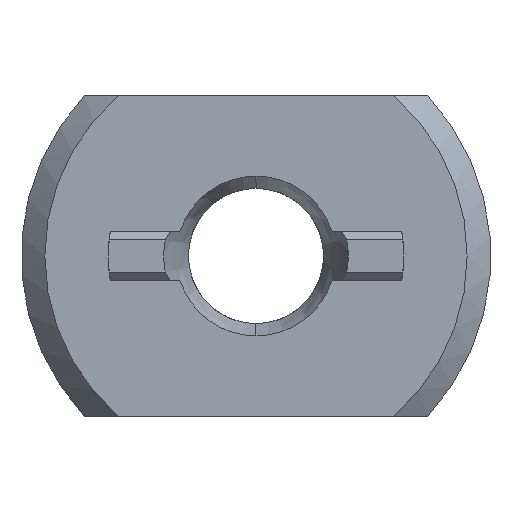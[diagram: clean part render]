
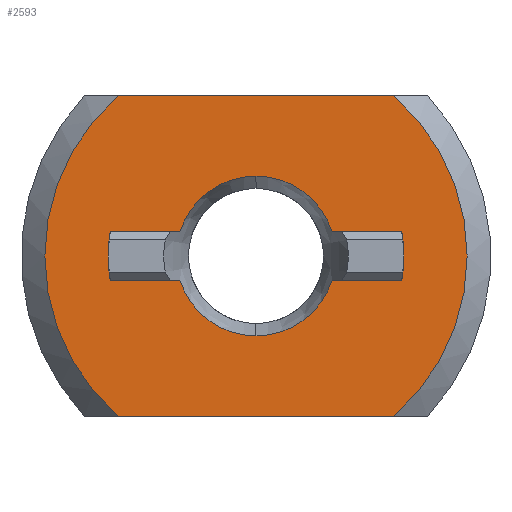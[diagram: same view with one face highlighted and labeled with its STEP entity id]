
A CAD part, left-side view. The second image highlights one B-rep face of the part: STEP entity #2593.
In plain terms, the highlighted planar face has unit normal (-1, 0, 0).
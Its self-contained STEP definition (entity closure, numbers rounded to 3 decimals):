
#47 = EDGE_CURVE ( 'NONE', #1012, #9392, #2099, .T. ) ;
#130 = DIRECTION ( 'NONE',  ( 0., 0., 1. ) ) ;
#201 = VERTEX_POINT ( 'NONE', #3139 ) ;
#223 = CARTESIAN_POINT ( 'NONE',  ( 2., -4.5, 1.45 ) ) ;
#240 = EDGE_CURVE ( 'NONE', #3216, #370, #1614, .T. ) ;
#370 = VERTEX_POINT ( 'NONE', #4263 ) ;
#379 = CARTESIAN_POINT ( 'NONE',  ( 2., -8.629, 1.45 ) ) ;
#662 = CARTESIAN_POINT ( 'NONE',  ( 2., 0., -1.45 ) ) ;
#671 = ORIENTED_EDGE ( 'NONE', *, *, #6031, .T. ) ;
#715 = ORIENTED_EDGE ( 'NONE', *, *, #1150, .T. ) ;
#767 = EDGE_CURVE ( 'NONE', #201, #5765, #2847, .T. ) ;
#821 = ORIENTED_EDGE ( 'NONE', *, *, #10054, .T. ) ;
#885 = DIRECTION ( 'NONE',  ( 0., -1., 0. ) ) ;
#1012 = VERTEX_POINT ( 'NONE', #3754 ) ;
#1097 = ORIENTED_EDGE ( 'NONE', *, *, #5355, .F. ) ;
#1150 = EDGE_CURVE ( 'NONE', #9392, #10301, #2859, .T. ) ;
#1309 = VERTEX_POINT ( 'NONE', #379 ) ;
#1381 = EDGE_LOOP ( 'NONE', ( #8298, #9274, #7020, #1097, #7789, #821, #671, #5086, #5393, #9151 ) ) ;
#1448 = VERTEX_POINT ( 'NONE', #5412 ) ;
#1592 = CARTESIAN_POINT ( 'NONE',  ( 2., 8.629, 1.45 ) ) ;
#1614 = LINE ( 'NONE', #662, #3488 ) ;
#1786 = VECTOR ( 'NONE', #3403, 1000. ) ;
#1966 = DIRECTION ( 'NONE',  ( 1., 0., 0. ) ) ;
#1983 = CARTESIAN_POINT ( 'NONE',  ( 2., 0., 0. ) ) ;
#2099 = LINE ( 'NONE', #8860, #6593 ) ;
#2168 = CIRCLE ( 'NONE', #5722, 12.5 ) ;
#2254 = CARTESIAN_POINT ( 'NONE',  ( 2., 0., 0. ) ) ;
#2483 = AXIS2_PLACEMENT_3D ( 'NONE', #9236, #10078, #5274 ) ;
#2488 = FACE_BOUND ( 'NONE', #1381, .T. ) ;
#2493 = CARTESIAN_POINT ( 'NONE',  ( 2., 0., 0. ) ) ;
#2593 = ADVANCED_FACE ( 'NONE', ( #8588, #2488 ), #7040, .T. ) ;
#2636 = CARTESIAN_POINT ( 'NONE',  ( 2., 0., -4.728 ) ) ;
#2735 = CARTESIAN_POINT ( 'NONE',  ( 2., -8.124, -9.5 ) ) ;
#2769 = CARTESIAN_POINT ( 'NONE',  ( 2., 0., 0. ) ) ;
#2786 = DIRECTION ( 'NONE',  ( 0., 0., 1. ) ) ;
#2847 = CIRCLE ( 'NONE', #6950, 4.728 ) ;
#2859 = CIRCLE ( 'NONE', #2483, 12.5 ) ;
#3046 = CARTESIAN_POINT ( 'NONE',  ( 2., 0., 0. ) ) ;
#3139 = CARTESIAN_POINT ( 'NONE',  ( 2., -4.5, -1.45 ) ) ;
#3216 = VERTEX_POINT ( 'NONE', #9791 ) ;
#3235 = LINE ( 'NONE', #9983, #6956 ) ;
#3310 = DIRECTION ( 'NONE',  ( 0., 0., 1. ) ) ;
#3403 = DIRECTION ( 'NONE',  ( 0., -1., 0. ) ) ;
#3488 = VECTOR ( 'NONE', #10231, 1000. ) ;
#3563 = VERTEX_POINT ( 'NONE', #1592 ) ;
#3754 = CARTESIAN_POINT ( 'NONE',  ( 2., -8.124, 9.5 ) ) ;
#3854 = DIRECTION ( 'NONE',  ( 0., 0., 1. ) ) ;
#3877 = DIRECTION ( 'NONE',  ( -1., 0., 0. ) ) ;
#3921 = LINE ( 'NONE', #8918, #8391 ) ;
#3927 = EDGE_CURVE ( 'NONE', #5765, #370, #8448, .T. ) ;
#4027 = CARTESIAN_POINT ( 'NONE',  ( 2., 0., -1.45 ) ) ;
#4071 = DIRECTION ( 'NONE',  ( -1., 0., 0. ) ) ;
#4090 = DIRECTION ( 'NONE',  ( 1., 0., 0. ) ) ;
#4144 = VECTOR ( 'NONE', #885, 1000. ) ;
#4240 = EDGE_CURVE ( 'NONE', #10301, #9137, #3235, .T. ) ;
#4263 = CARTESIAN_POINT ( 'NONE',  ( 2., 4.5, -1.45 ) ) ;
#4879 = DIRECTION ( 'NONE',  ( 1., 0., 0. ) ) ;
#4898 = CARTESIAN_POINT ( 'NONE',  ( 2., 0., 4.728 ) ) ;
#5086 = ORIENTED_EDGE ( 'NONE', *, *, #7720, .T. ) ;
#5102 = AXIS2_PLACEMENT_3D ( 'NONE', #3046, #8603, #3854 ) ;
#5176 = EDGE_LOOP ( 'NONE', ( #7759, #8152, #715, #9514 ) ) ;
#5274 = DIRECTION ( 'NONE',  ( 0., 0., 1. ) ) ;
#5355 = EDGE_CURVE ( 'NONE', #3563, #3216, #8797, .T. ) ;
#5393 = ORIENTED_EDGE ( 'NONE', *, *, #7350, .F. ) ;
#5412 = CARTESIAN_POINT ( 'NONE',  ( 2., 4.5, 1.45 ) ) ;
#5681 = VERTEX_POINT ( 'NONE', #8832 ) ;
#5722 = AXIS2_PLACEMENT_3D ( 'NONE', #8828, #4071, #9640 ) ;
#5765 = VERTEX_POINT ( 'NONE', #2636 ) ;
#5968 = DIRECTION ( 'NONE',  ( 0., -1., 0. ) ) ;
#6025 = CIRCLE ( 'NONE', #7710, 4.728 ) ;
#6031 = EDGE_CURVE ( 'NONE', #6534, #8180, #6025, .T. ) ;
#6379 = CIRCLE ( 'NONE', #8464, 4.728 ) ;
#6534 = VERTEX_POINT ( 'NONE', #4898 ) ;
#6573 = DIRECTION ( 'NONE',  ( 0., 1., 0. ) ) ;
#6593 = VECTOR ( 'NONE', #6573, 1000. ) ;
#6737 = DIRECTION ( 'NONE',  ( 0., 0., 1. ) ) ;
#6950 = AXIS2_PLACEMENT_3D ( 'NONE', #2769, #1966, #6737 ) ;
#6956 = VECTOR ( 'NONE', #5968, 1000. ) ;
#7020 = ORIENTED_EDGE ( 'NONE', *, *, #240, .F. ) ;
#7040 = PLANE ( 'NONE',  #8779 ) ;
#7320 = EDGE_CURVE ( 'NONE', #9137, #1012, #2168, .T. ) ;
#7343 = AXIS2_PLACEMENT_3D ( 'NONE', #2493, #8068, #3310 ) ;
#7350 = EDGE_CURVE ( 'NONE', #5681, #1309, #8277, .T. ) ;
#7566 = DIRECTION ( 'NONE',  ( -1., 0., 0. ) ) ;
#7658 = CARTESIAN_POINT ( 'NONE',  ( 2., 8.124, -9.5 ) ) ;
#7710 = AXIS2_PLACEMENT_3D ( 'NONE', #9660, #4879, #130 ) ;
#7720 = EDGE_CURVE ( 'NONE', #8180, #1309, #3921, .T. ) ;
#7759 = ORIENTED_EDGE ( 'NONE', *, *, #7320, .T. ) ;
#7789 = ORIENTED_EDGE ( 'NONE', *, *, #8957, .T. ) ;
#8050 = CARTESIAN_POINT ( 'NONE',  ( 2., 8.124, 9.5 ) ) ;
#8068 = DIRECTION ( 'NONE',  ( -1., 0., 0. ) ) ;
#8127 = LINE ( 'NONE', #4027, #4144 ) ;
#8152 = ORIENTED_EDGE ( 'NONE', *, *, #47, .T. ) ;
#8161 = CARTESIAN_POINT ( 'NONE',  ( 2., 0., 1.45 ) ) ;
#8180 = VERTEX_POINT ( 'NONE', #223 ) ;
#8277 = CIRCLE ( 'NONE', #7343, 8.75 ) ;
#8298 = ORIENTED_EDGE ( 'NONE', *, *, #767, .T. ) ;
#8391 = VECTOR ( 'NONE', #9737, 1000. ) ;
#8448 = CIRCLE ( 'NONE', #5102, 4.728 ) ;
#8464 = AXIS2_PLACEMENT_3D ( 'NONE', #8848, #4090, #9669 ) ;
#8588 = FACE_OUTER_BOUND ( 'NONE', #5176, .T. ) ;
#8603 = DIRECTION ( 'NONE',  ( 1., 0., 0. ) ) ;
#8779 = AXIS2_PLACEMENT_3D ( 'NONE', #2254, #3877, #9439 ) ;
#8797 = CIRCLE ( 'NONE', #8964, 8.75 ) ;
#8828 = CARTESIAN_POINT ( 'NONE',  ( 2., 0., 0. ) ) ;
#8832 = CARTESIAN_POINT ( 'NONE',  ( 2., -8.629, -1.45 ) ) ;
#8848 = CARTESIAN_POINT ( 'NONE',  ( 2., 0., 0. ) ) ;
#8860 = CARTESIAN_POINT ( 'NONE',  ( 2., 0., 9.5 ) ) ;
#8918 = CARTESIAN_POINT ( 'NONE',  ( 2., 0., 1.45 ) ) ;
#8957 = EDGE_CURVE ( 'NONE', #3563, #1448, #9772, .T. ) ;
#8964 = AXIS2_PLACEMENT_3D ( 'NONE', #1983, #7566, #2786 ) ;
#9137 = VERTEX_POINT ( 'NONE', #2735 ) ;
#9151 = ORIENTED_EDGE ( 'NONE', *, *, #9645, .F. ) ;
#9236 = CARTESIAN_POINT ( 'NONE',  ( 2., 0., 0. ) ) ;
#9274 = ORIENTED_EDGE ( 'NONE', *, *, #3927, .T. ) ;
#9392 = VERTEX_POINT ( 'NONE', #8050 ) ;
#9439 = DIRECTION ( 'NONE',  ( 0., 0., 1. ) ) ;
#9514 = ORIENTED_EDGE ( 'NONE', *, *, #4240, .T. ) ;
#9640 = DIRECTION ( 'NONE',  ( 0., 0., 1. ) ) ;
#9645 = EDGE_CURVE ( 'NONE', #201, #5681, #8127, .T. ) ;
#9660 = CARTESIAN_POINT ( 'NONE',  ( 2., 0., 0. ) ) ;
#9669 = DIRECTION ( 'NONE',  ( 0., 0., 1. ) ) ;
#9737 = DIRECTION ( 'NONE',  ( 0., -1., 0. ) ) ;
#9772 = LINE ( 'NONE', #8161, #1786 ) ;
#9791 = CARTESIAN_POINT ( 'NONE',  ( 2., 8.629, -1.45 ) ) ;
#9983 = CARTESIAN_POINT ( 'NONE',  ( 2., 0., -9.5 ) ) ;
#10054 = EDGE_CURVE ( 'NONE', #1448, #6534, #6379, .T. ) ;
#10078 = DIRECTION ( 'NONE',  ( -1., 0., 0. ) ) ;
#10231 = DIRECTION ( 'NONE',  ( 0., -1., 0. ) ) ;
#10301 = VERTEX_POINT ( 'NONE', #7658 ) ;
